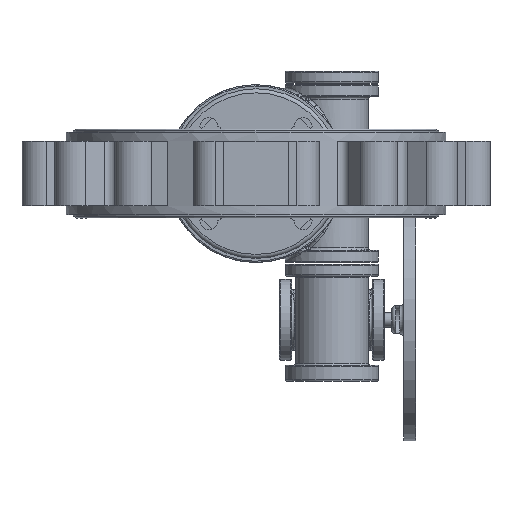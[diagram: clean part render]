
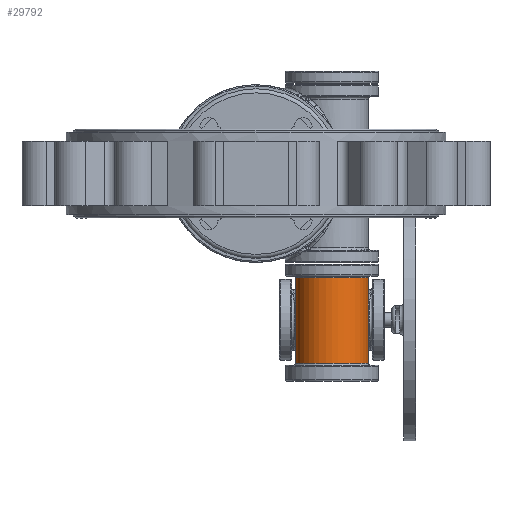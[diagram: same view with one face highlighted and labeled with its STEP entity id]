
A CAD part, front view. The second image highlights one B-rep face of the part: STEP entity #29792.
In plain terms, the highlighted cylindrical face has radius 45 mm (diameter 90 mm), a partial arc.
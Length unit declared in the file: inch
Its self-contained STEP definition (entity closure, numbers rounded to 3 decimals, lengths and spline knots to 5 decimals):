
#16 = CIRCLE ( 'NONE', #30991, 1.77165 ) ;
#97 = CARTESIAN_POINT ( 'NONE',  ( 10.17826, 29.26172, 7.68177 ) ) ;
#1164 = CARTESIAN_POINT ( 'NONE',  ( 10.17826, 29.26172, 3.50854 ) ) ;
#1621 = FACE_OUTER_BOUND ( 'NONE', #18743, .T. ) ;
#1754 = ORIENTED_EDGE ( 'NONE', *, *, #7227, .T. ) ;
#4728 = LINE ( 'NONE', #7178, #32850 ) ;
#5750 = EDGE_CURVE ( 'NONE', #9326, #29513, #10297, .T. ) ;
#5831 = DIRECTION ( 'NONE',  ( -1., 0., 0. ) ) ;
#7178 = CARTESIAN_POINT ( 'NONE',  ( 11.94992, 29.26172, 3.4298 ) ) ;
#7227 = EDGE_CURVE ( 'NONE', #9326, #27268, #16, .T. ) ;
#7553 = DIRECTION ( 'NONE',  ( 0., 0., 1. ) ) ;
#7747 = DIRECTION ( 'NONE',  ( 1., 0., 0. ) ) ;
#9326 = VERTEX_POINT ( 'NONE', #24232 ) ;
#10297 = LINE ( 'NONE', #18876, #28398 ) ;
#12517 = DIRECTION ( 'NONE',  ( -1., 0., 0. ) ) ;
#14985 = DIRECTION ( 'NONE',  ( 0., 0., 1. ) ) ;
#17006 = CARTESIAN_POINT ( 'NONE',  ( 11.94992, 29.26172, 7.68177 ) ) ;
#18743 = EDGE_LOOP ( 'NONE', ( #31515, #1754, #30998, #19832 ) ) ;
#18772 = CARTESIAN_POINT ( 'NONE',  ( 10.17826, 29.26172, 3.4298 ) ) ;
#18876 = CARTESIAN_POINT ( 'NONE',  ( 8.40661, 29.26172, 3.4298 ) ) ;
#19249 = AXIS2_PLACEMENT_3D ( 'NONE', #18772, #33315, #7747 ) ;
#19832 = ORIENTED_EDGE ( 'NONE', *, *, #36644, .T. ) ;
#22109 = CYLINDRICAL_SURFACE ( 'NONE', #19249, 1.77165 ) ;
#22347 = CARTESIAN_POINT ( 'NONE',  ( 8.40661, 29.26172, 7.68177 ) ) ;
#24232 = CARTESIAN_POINT ( 'NONE',  ( 8.40661, 29.26172, 3.50854 ) ) ;
#25773 = EDGE_CURVE ( 'NONE', #27268, #32131, #4728, .T. ) ;
#25826 = DIRECTION ( 'NONE',  ( 0., 0., -1. ) ) ;
#26361 = AXIS2_PLACEMENT_3D ( 'NONE', #97, #25826, #5831 ) ;
#27268 = VERTEX_POINT ( 'NONE', #35353 ) ;
#28020 = DIRECTION ( 'NONE',  ( 0., 0., 1. ) ) ;
#28398 = VECTOR ( 'NONE', #28020, 39.37008 ) ;
#29513 = VERTEX_POINT ( 'NONE', #22347 ) ;
#29792 = ADVANCED_FACE ( 'NONE', ( #1621 ), #22109, .T. ) ;
#30991 = AXIS2_PLACEMENT_3D ( 'NONE', #1164, #14985, #12517 ) ;
#30998 = ORIENTED_EDGE ( 'NONE', *, *, #25773, .T. ) ;
#31515 = ORIENTED_EDGE ( 'NONE', *, *, #5750, .F. ) ;
#32131 = VERTEX_POINT ( 'NONE', #17006 ) ;
#32850 = VECTOR ( 'NONE', #7553, 39.37008 ) ;
#33315 = DIRECTION ( 'NONE',  ( 0., 0., 1. ) ) ;
#35353 = CARTESIAN_POINT ( 'NONE',  ( 11.94992, 29.26172, 3.50854 ) ) ;
#36493 = CIRCLE ( 'NONE', #26361, 1.77165 ) ;
#36644 = EDGE_CURVE ( 'NONE', #32131, #29513, #36493, .T. ) ;
